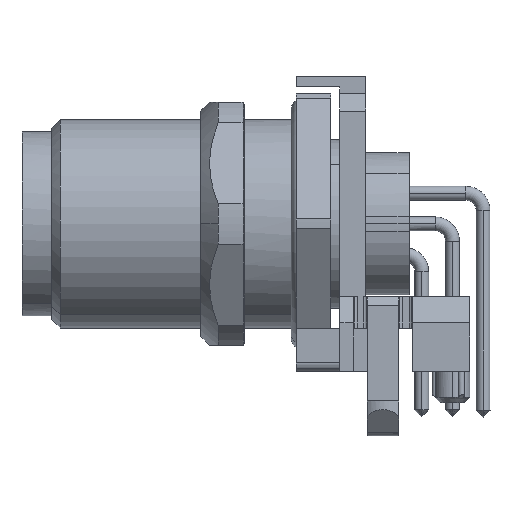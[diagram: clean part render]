
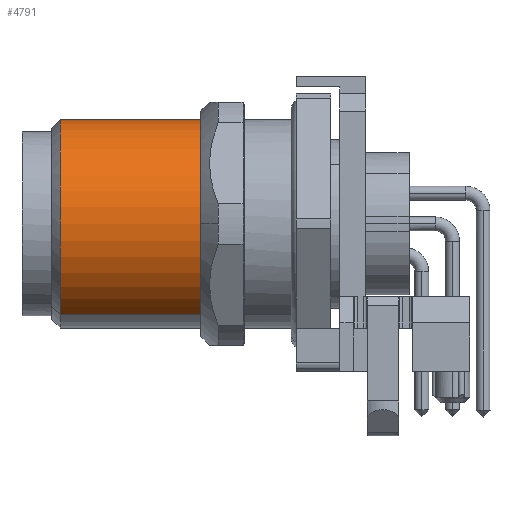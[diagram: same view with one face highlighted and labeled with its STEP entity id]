
A CAD part, left-side view. The second image highlights one B-rep face of the part: STEP entity #4791.
In plain terms, the highlighted cylindrical face has radius 6 mm (diameter 12 mm), a partial arc.
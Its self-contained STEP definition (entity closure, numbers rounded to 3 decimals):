
#4766=AXIS2_PLACEMENT_3D('Cylinder Axis2P3D',#4763,#4764,#4765) ;
#4519=CARTESIAN_POINT('Vertex',(6.5,24.76,7.004)) ;
#4526=CARTESIAN_POINT('Vertex',(12.5,24.76,17.396)) ;
#4547=CARTESIAN_POINT('Control Point',(12.5,24.76,17.396)) ;
#4548=CARTESIAN_POINT('Control Point',(11.684,24.76,17.867)) ;
#4549=CARTESIAN_POINT('Control Point',(10.775,24.76,18.178)) ;
#4550=CARTESIAN_POINT('Control Point',(9.816,24.76,18.305)) ;
#4551=CARTESIAN_POINT('Control Point',(7.899,24.76,18.174)) ;
#4552=CARTESIAN_POINT('Control Point',(6.174,24.76,17.329)) ;
#4553=CARTESIAN_POINT('Control Point',(5.407,24.76,16.74)) ;
#4554=CARTESIAN_POINT('Control Point',(4.144,24.76,15.293)) ;
#4555=CARTESIAN_POINT('Control Point',(3.522,24.76,13.475)) ;
#4556=CARTESIAN_POINT('Control Point',(3.395,24.76,12.516)) ;
#4557=CARTESIAN_POINT('Control Point',(3.526,24.76,10.599)) ;
#4558=CARTESIAN_POINT('Control Point',(4.371,24.76,8.874)) ;
#4559=CARTESIAN_POINT('Control Point',(4.96,24.76,8.107)) ;
#4560=CARTESIAN_POINT('Control Point',(5.684,24.76,7.475)) ;
#4561=CARTESIAN_POINT('Control Point',(6.5,24.76,7.004)) ;
#4737=CARTESIAN_POINT('Line Origine',(12.5,18.21,17.396)) ;
#4741=CARTESIAN_POINT('Vertex',(12.5,16.66,17.396)) ;
#4748=CARTESIAN_POINT('Vertex',(6.5,16.66,7.004)) ;
#4751=CARTESIAN_POINT('Line Origine',(6.5,18.21,7.004)) ;
#4763=CARTESIAN_POINT('Axis2P3D Location',(9.5,18.21,12.2)) ;
#4769=CARTESIAN_POINT('Control Point',(12.5,16.66,17.396)) ;
#4770=CARTESIAN_POINT('Control Point',(11.684,16.66,17.867)) ;
#4771=CARTESIAN_POINT('Control Point',(10.775,16.66,18.178)) ;
#4772=CARTESIAN_POINT('Control Point',(9.816,16.66,18.305)) ;
#4773=CARTESIAN_POINT('Control Point',(7.899,16.66,18.174)) ;
#4774=CARTESIAN_POINT('Control Point',(6.174,16.66,17.329)) ;
#4775=CARTESIAN_POINT('Control Point',(5.407,16.66,16.74)) ;
#4776=CARTESIAN_POINT('Control Point',(4.144,16.66,15.293)) ;
#4777=CARTESIAN_POINT('Control Point',(3.522,16.66,13.475)) ;
#4778=CARTESIAN_POINT('Control Point',(3.395,16.66,12.516)) ;
#4779=CARTESIAN_POINT('Control Point',(3.526,16.66,10.599)) ;
#4780=CARTESIAN_POINT('Control Point',(4.371,16.66,8.874)) ;
#4781=CARTESIAN_POINT('Control Point',(4.96,16.66,8.107)) ;
#4782=CARTESIAN_POINT('Control Point',(5.684,16.66,7.475)) ;
#4783=CARTESIAN_POINT('Control Point',(6.5,16.66,7.004)) ;
#4738=DIRECTION('Vector Direction',(0.,1.,0.)) ;
#4752=DIRECTION('Vector Direction',(0.,1.,0.)) ;
#4764=DIRECTION('Axis2P3D Direction',(0.,1.,0.)) ;
#4765=DIRECTION('Axis2P3D XDirection',(-0.5,0.,-0.866)) ;
#4739=VECTOR('Line Direction',#4738,1.) ;
#4753=VECTOR('Line Direction',#4752,1.) ;
#4786=ORIENTED_EDGE('',*,*,#4755,.F.) ;
#4787=ORIENTED_EDGE('',*,*,#4784,.F.) ;
#4788=ORIENTED_EDGE('',*,*,#4743,.F.) ;
#4789=ORIENTED_EDGE('',*,*,#4562,.F.) ;
#4791=ADVANCED_FACE('Hauptk\X2\00F6\X0\rper',(#4790),#4767,.T.) ;
#4546=B_SPLINE_CURVE_WITH_KNOTS('',5,(#4547,#4548,#4549,#4550,#4551,#4552,#4553,#4554,#4555,#4556,#4557,#4558,#4559,#4560,#4561),.UNSPECIFIED.,.F.,.U.,(6,3,3,3,6),(-157.08,-78.54,0.,78.54,157.08),.UNSPECIFIED.) ;
#4768=B_SPLINE_CURVE_WITH_KNOTS('',5,(#4769,#4770,#4771,#4772,#4773,#4774,#4775,#4776,#4777,#4778,#4779,#4780,#4781,#4782,#4783),.UNSPECIFIED.,.F.,.U.,(6,3,3,3,6),(-9.425,-4.712,0.,4.712,9.425),.UNSPECIFIED.) ;
#4767=CYLINDRICAL_SURFACE('generated cylinder',#4766,6.) ;
#4562=EDGE_CURVE('',#4520,#4527,#4546,.F.) ;
#4743=EDGE_CURVE('',#4527,#4742,#4740,.F.) ;
#4755=EDGE_CURVE('',#4749,#4520,#4754,.T.) ;
#4784=EDGE_CURVE('',#4742,#4749,#4768,.T.) ;
#4785=EDGE_LOOP('',(#4786,#4787,#4788,#4789)) ;
#4790=FACE_OUTER_BOUND('',#4785,.T.) ;
#4740=LINE('Line',#4737,#4739) ;
#4754=LINE('Line',#4751,#4753) ;
#4520=VERTEX_POINT('',#4519) ;
#4527=VERTEX_POINT('',#4526) ;
#4742=VERTEX_POINT('',#4741) ;
#4749=VERTEX_POINT('',#4748) ;
